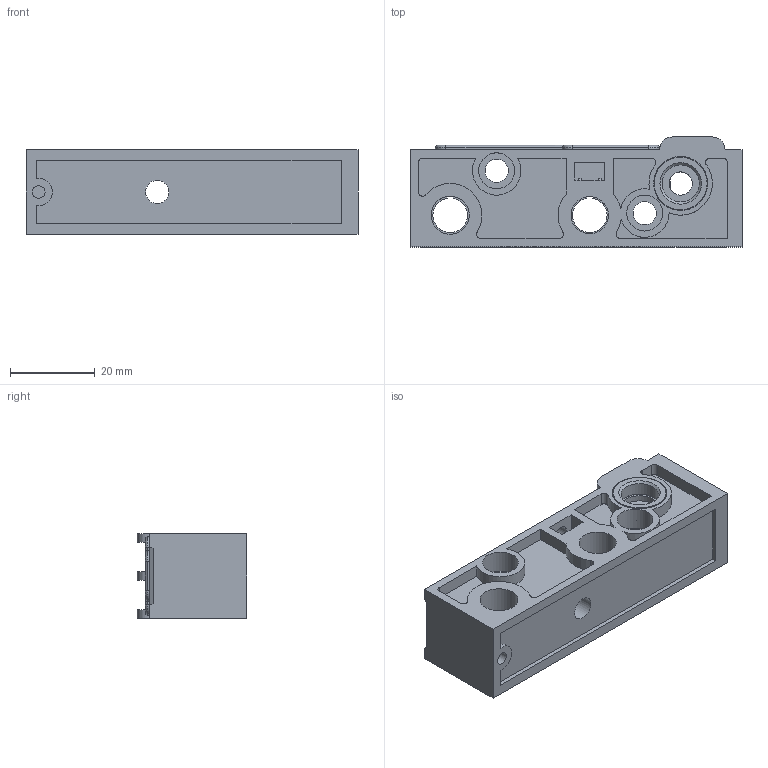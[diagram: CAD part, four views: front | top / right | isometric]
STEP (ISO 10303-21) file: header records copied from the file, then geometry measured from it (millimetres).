
FILE_DESCRIPTION(/* description */ (''),/* implementation_level */ '2;1');
FILE_NAME(/* name */ 'A83082081.step',/* time_stamp */ '2023-03-07T13:34:08+01:00',/* author */ (''),/* organization */ (''),/* preprocessor_version */ 'ST-DEVELOPER v19.2',/* originating_system */ 'Autodesk Translation Framework v11.17.0.187',/* authorisation */ '');
FILE_SCHEMA (('AUTOMOTIVE_DESIGN { 1 0 10303 214 3 1 1 }'));
Length unit declared in the file: millimetre
Products named in the file (3): A83082081; Basetta lubetools; A52091036
Assembly tree (4 placements, depth 2):
  A83082081
    Basetta lubetools
    A52091036  x3
Bounding box: 78.5 x 26 x 20 mm (x, y, z)
Volume: 24337.1 mm3; surface area: 15104.4 mm2
Topology: 4 solids, 4 shells, 1464 faces, 4227 edges, 2806 vertices
Faces by surface type: cylinder 1307, plane 138, cone 13, torus 6
Full cylindrical faces by diameter (mm): 2.5 x4, 3 x1, 4.3 x2, 5 x1, 5.5 x5, 6 x2, 8 x1, 8.5 x3, 8.8 x8, 9 x1, 10 x1, 10.5 x1, 12 x6, 12.5 x6, 13 x2
Entity records: 25252 total; most frequent: CARTESIAN_POINT 8203, DIRECTION 3693, ORIENTED_EDGE 3586, EDGE_CURVE 1793, AXIS2_PLACEMENT_3D 1468, VERTEX_POINT 1184, CIRCLE 813, LINE 757
